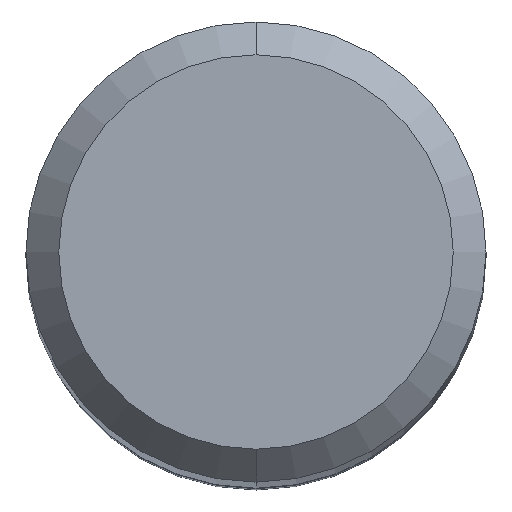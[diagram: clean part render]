
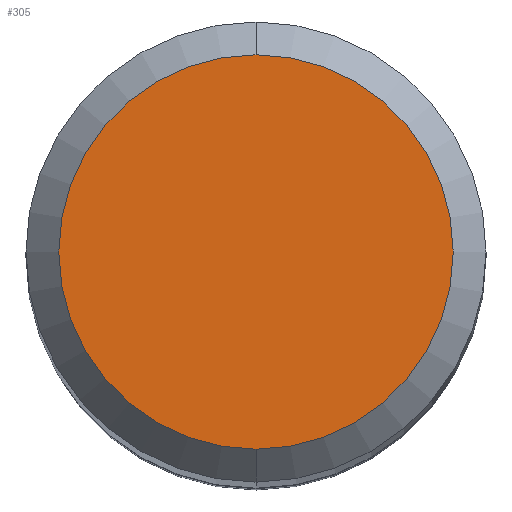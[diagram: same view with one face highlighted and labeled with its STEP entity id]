
A CAD part, top view. The second image highlights one B-rep face of the part: STEP entity #305.
In plain terms, the highlighted planar face has unit normal (0, 0, 1).
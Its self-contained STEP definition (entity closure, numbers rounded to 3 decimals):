
#141=EDGE_CURVE('',#343,#251,#372,.T.);
#251=VERTEX_POINT('',#496);
#285=EDGE_CURVE('',#251,#343,#535,.T.);
#305=ADVANCED_FACE('',(#559),#560,.T.);
#343=VERTEX_POINT('',#602);
#372=CIRCLE('',#626,1.8);
#496=CARTESIAN_POINT('',(0.,-1.8,0.0));
#535=CIRCLE('',#840,1.8);
#559=FACE_OUTER_BOUND('',#868,.T.);
#560=PLANE('',#869);
#602=CARTESIAN_POINT('',(0.0,1.8,0.0));
#626=AXIS2_PLACEMENT_3D('',#932,#933,#934);
#840=AXIS2_PLACEMENT_3D('',#1138,#1139,#1140);
#868=EDGE_LOOP('',(#1181,#1182));
#869=AXIS2_PLACEMENT_3D('',#1183,#1184,#1185);
#932=CARTESIAN_POINT('',(0.0,0.0,0.0));
#933=DIRECTION('',(0.0,0.0,-1.0));
#934=DIRECTION('',(0.0,1.0,0.0));
#1138=CARTESIAN_POINT('',(0.0,0.0,0.0));
#1139=DIRECTION('',(0.0,0.0,-1.0));
#1140=DIRECTION('',(0.0,1.0,0.0));
#1181=ORIENTED_EDGE('',*,*,#141,.F.);
#1182=ORIENTED_EDGE('',*,*,#285,.F.);
#1183=CARTESIAN_POINT('',(0.0,0.9,0.0));
#1184=DIRECTION('',(-0.0,0.0,1.0));
#1185=DIRECTION('',(0.0,-1.0,0.0));
